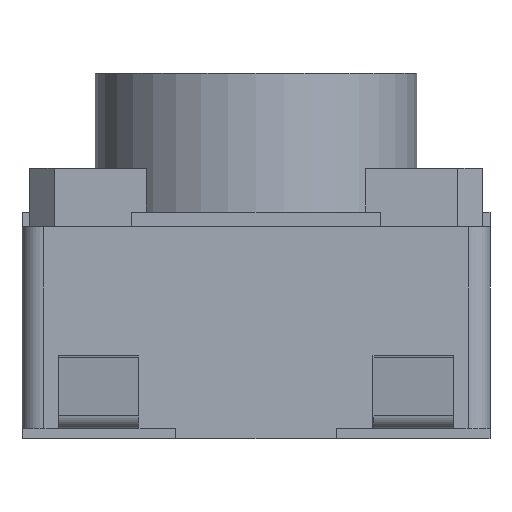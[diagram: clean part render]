
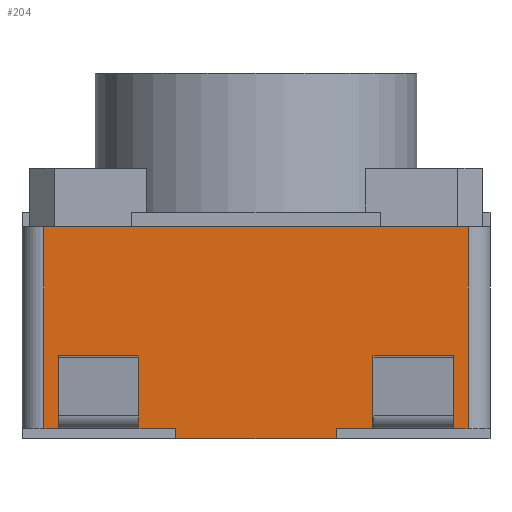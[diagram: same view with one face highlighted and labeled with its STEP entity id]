
A CAD part, left-side view. The second image highlights one B-rep face of the part: STEP entity #204.
In plain terms, the highlighted planar face has unit normal (-1, 0, 0).
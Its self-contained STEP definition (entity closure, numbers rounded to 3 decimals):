
#204 = ADVANCED_FACE( '', ( #504 ), #505, .T. );
#504 = FACE_OUTER_BOUND( '', #984, .T. );
#505 = PLANE( '', #985 );
#984 = EDGE_LOOP( '', ( #1872, #1873, #1874, #1875, #1876, #1877, #1878, #1879, #1880, #1881, #1882, #1883, #1884, #1885, #1886, #1887 ) );
#985 = AXIS2_PLACEMENT_3D( '', #1888, #1889, #1890 );
#1872 = ORIENTED_EDGE( '', *, *, #3573, .F. );
#1873 = ORIENTED_EDGE( '', *, *, #3365, .T. );
#1874 = ORIENTED_EDGE( '', *, *, #3574, .T. );
#1875 = ORIENTED_EDGE( '', *, *, #3408, .T. );
#1876 = ORIENTED_EDGE( '', *, *, #3575, .T. );
#1877 = ORIENTED_EDGE( '', *, *, #3443, .T. );
#1878 = ORIENTED_EDGE( '', *, *, #3360, .T. );
#1879 = ORIENTED_EDGE( '', *, *, #3458, .F. );
#1880 = ORIENTED_EDGE( '', *, *, #3576, .T. );
#1881 = ORIENTED_EDGE( '', *, *, #3577, .T. );
#1882 = ORIENTED_EDGE( '', *, *, #3578, .T. );
#1883 = ORIENTED_EDGE( '', *, *, #3579, .F. );
#1884 = ORIENTED_EDGE( '', *, *, #3361, .F. );
#1885 = ORIENTED_EDGE( '', *, *, #3580, .F. );
#1886 = ORIENTED_EDGE( '', *, *, #3581, .T. );
#1887 = ORIENTED_EDGE( '', *, *, #3355, .F. );
#1888 = CARTESIAN_POINT( '', ( -2.1, 1.6, 0. ) );
#1889 = DIRECTION( '', ( -1., 0., 0. ) );
#1890 = DIRECTION( '', ( 0., 0., 1. ) );
#3355 = EDGE_CURVE( '', #4049, #4051, #4052, .T. );
#3360 = EDGE_CURVE( '', #4054, #4059, #4061, .T. );
#3361 = EDGE_CURVE( '', #4062, #4063, #4064, .T. );
#3365 = EDGE_CURVE( '', #4070, #4071, #4072, .T. );
#3408 = EDGE_CURVE( '', #4143, #4153, #4155, .T. );
#3443 = EDGE_CURVE( '', #4211, #4054, #4220, .T. );
#3458 = EDGE_CURVE( '', #4247, #4059, #4248, .T. );
#3573 = EDGE_CURVE( '', #4070, #4049, #4439, .T. );
#3574 = EDGE_CURVE( '', #4071, #4143, #4440, .T. );
#3575 = EDGE_CURVE( '', #4153, #4211, #4441, .T. );
#3576 = EDGE_CURVE( '', #4247, #4442, #4443, .T. );
#3577 = EDGE_CURVE( '', #4442, #4444, #4445, .T. );
#3578 = EDGE_CURVE( '', #4444, #4446, #4447, .T. );
#3579 = EDGE_CURVE( '', #4063, #4446, #4448, .T. );
#3580 = EDGE_CURVE( '', #4449, #4062, #4450, .T. );
#3581 = EDGE_CURVE( '', #4449, #4051, #4451, .T. );
#4049 = VERTEX_POINT( '', #5166 );
#4051 = VERTEX_POINT( '', #5168 );
#4052 = LINE( '', #5169, #5170 );
#4054 = VERTEX_POINT( '', #5172 );
#4059 = VERTEX_POINT( '', #5179 );
#4061 = LINE( '', #5182, #5183 );
#4062 = VERTEX_POINT( '', #5184 );
#4063 = VERTEX_POINT( '', #5185 );
#4064 = LINE( '', #5186, #5187 );
#4070 = VERTEX_POINT( '', #5196 );
#4071 = VERTEX_POINT( '', #5197 );
#4072 = LINE( '', #5198, #5199 );
#4143 = VERTEX_POINT( '', #5300 );
#4153 = VERTEX_POINT( '', #5315 );
#4155 = LINE( '', #5318, #5319 );
#4211 = VERTEX_POINT( '', #5401 );
#4220 = LINE( '', #5415, #5416 );
#4247 = VERTEX_POINT( '', #5455 );
#4248 = LINE( '', #5456, #5457 );
#4439 = LINE( '', #5760, #5761 );
#4440 = LINE( '', #5762, #5763 );
#4441 = LINE( '', #5764, #5765 );
#4442 = VERTEX_POINT( '', #5766 );
#4443 = LINE( '', #5767, #5768 );
#4444 = VERTEX_POINT( '', #5769 );
#4445 = LINE( '', #5770, #5771 );
#4446 = VERTEX_POINT( '', #5772 );
#4447 = LINE( '', #5773, #5774 );
#4448 = LINE( '', #5775, #5776 );
#4449 = VERTEX_POINT( '', #5777 );
#4450 = LINE( '', #5778, #5779 );
#4451 = LINE( '', #5780, #5781 );
#5166 = CARTESIAN_POINT( '', ( -2.1, -1.45, 1.45 ) );
#5168 = CARTESIAN_POINT( '', ( -2.1, -1.45, 0.07 ) );
#5169 = CARTESIAN_POINT( '', ( -2.1, -1.45, 1.45 ) );
#5170 = VECTOR( '', #6648, 1000. );
#5172 = CARTESIAN_POINT( '', ( -2.1, 0.8, 0.07 ) );
#5179 = CARTESIAN_POINT( '', ( -2.1, 0.55, 0.07 ) );
#5182 = CARTESIAN_POINT( '', ( -2.1, 0.8, 0.07 ) );
#5183 = VECTOR( '', #6655, 1000. );
#5184 = CARTESIAN_POINT( '', ( -2.1, -1.35, 0.169 ) );
#5185 = CARTESIAN_POINT( '', ( -2.1, -0.8, 0.169 ) );
#5186 = CARTESIAN_POINT( '', ( -2.1, -1.35, 0.169 ) );
#5187 = VECTOR( '', #6656, 1000. );
#5196 = CARTESIAN_POINT( '', ( -2.1, 1.45, 1.45 ) );
#5197 = CARTESIAN_POINT( '', ( -2.1, 1.45, 0.07 ) );
#5198 = CARTESIAN_POINT( '', ( -2.1, 1.45, 1.45 ) );
#5199 = VECTOR( '', #6660, 1000. );
#5300 = CARTESIAN_POINT( '', ( -2.1, 1.35, 0.07 ) );
#5315 = CARTESIAN_POINT( '', ( -2.1, 1.35, 0.169 ) );
#5318 = CARTESIAN_POINT( '', ( -2.1, 1.35, 0.07 ) );
#5319 = VECTOR( '', #6715, 1000. );
#5401 = CARTESIAN_POINT( '', ( -2.1, 0.8, 0.169 ) );
#5415 = CARTESIAN_POINT( '', ( -2.1, 0.8, 0.169 ) );
#5416 = VECTOR( '', #6756, 1000. );
#5455 = CARTESIAN_POINT( '', ( -2.1, 0.55, 0. ) );
#5456 = CARTESIAN_POINT( '', ( -2.1, 0.55, 0. ) );
#5457 = VECTOR( '', #6775, 1000. );
#5760 = CARTESIAN_POINT( '', ( -2.1, 1.45, 1.45 ) );
#5761 = VECTOR( '', #6894, 1000. );
#5762 = CARTESIAN_POINT( '', ( -2.1, 1.45, 0.07 ) );
#5763 = VECTOR( '', #6895, 1000. );
#5764 = CARTESIAN_POINT( '', ( -2.1, 1.35, 0.169 ) );
#5765 = VECTOR( '', #6896, 1000. );
#5766 = CARTESIAN_POINT( '', ( -2.1, -0.55, 0. ) );
#5767 = CARTESIAN_POINT( '', ( -2.1, 0.55, 0. ) );
#5768 = VECTOR( '', #6897, 1000. );
#5769 = CARTESIAN_POINT( '', ( -2.1, -0.55, 0.07 ) );
#5770 = CARTESIAN_POINT( '', ( -2.1, -0.55, 0. ) );
#5771 = VECTOR( '', #6898, 1000. );
#5772 = CARTESIAN_POINT( '', ( -2.1, -0.8, 0.07 ) );
#5773 = CARTESIAN_POINT( '', ( -2.1, -0.55, 0.07 ) );
#5774 = VECTOR( '', #6899, 1000. );
#5775 = CARTESIAN_POINT( '', ( -2.1, -0.8, 0.169 ) );
#5776 = VECTOR( '', #6900, 1000. );
#5777 = CARTESIAN_POINT( '', ( -2.1, -1.35, 0.07 ) );
#5778 = CARTESIAN_POINT( '', ( -2.1, -1.35, 0.07 ) );
#5779 = VECTOR( '', #6901, 1000. );
#5780 = CARTESIAN_POINT( '', ( -2.1, -1.35, 0.07 ) );
#5781 = VECTOR( '', #6902, 1000. );
#6648 = DIRECTION( '', ( 0., 0., -1. ) );
#6655 = DIRECTION( '', ( 0., -1., 0. ) );
#6656 = DIRECTION( '', ( 0., 1., 0. ) );
#6660 = DIRECTION( '', ( 0., 0., -1. ) );
#6715 = DIRECTION( '', ( 0., 0., 1. ) );
#6756 = DIRECTION( '', ( 0., 0., -1. ) );
#6775 = DIRECTION( '', ( 0., 0., 1. ) );
#6894 = DIRECTION( '', ( 0., -1., 0. ) );
#6895 = DIRECTION( '', ( 0., -1., 0. ) );
#6896 = DIRECTION( '', ( 0., -1., 0. ) );
#6897 = DIRECTION( '', ( 0., -1., 0. ) );
#6898 = DIRECTION( '', ( 0., 0., 1. ) );
#6899 = DIRECTION( '', ( 0., -1., 0. ) );
#6900 = DIRECTION( '', ( 0., 0., -1. ) );
#6901 = DIRECTION( '', ( 0., 0., 1. ) );
#6902 = DIRECTION( '', ( 0., -1., 0. ) );
